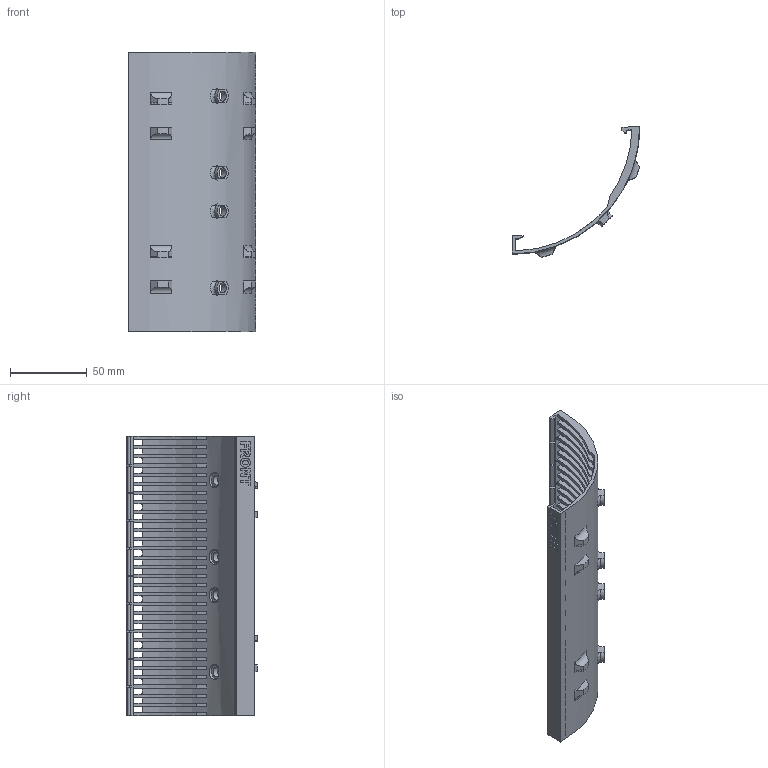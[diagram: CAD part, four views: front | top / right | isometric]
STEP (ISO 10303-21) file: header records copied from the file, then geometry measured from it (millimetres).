
FILE_DESCRIPTION(/* description */ (''),/* implementation_level */ '2;1');
FILE_NAME(/* name */ 'shim_tray_V4.stp',/* time_stamp */ '2024-10-29T21:37:36-03:00',/* author */ ('Carla Fernandez'),/* organization */ (''),/* preprocessor_version */ 'ST-DEVELOPER v20',/* originating_system */ 'Autodesk Inventor 2024',/* authorisation */ '');
FILE_SCHEMA (('AUTOMOTIVE_DESIGN { 1 0 10303 214 3 1 1 }'));
Length unit declared in the file: millimetre
Products named in the file (1): shim_tray_V3
Bounding box: 83 x 84.89 x 182 mm (x, y, z)
Volume: 64144.2 mm3; surface area: 68610.8 mm2
Topology: 1 solids, 1 shells, 975 faces, 3042 edges, 2030 vertices
Faces by surface type: plane 556, cylinder 375, bspline 27, torus 17
Full cylindrical faces by diameter (mm): 6.5 x4
Entity records: 37533 total; most frequent: CARTESIAN_POINT 10332, ORIENTED_EDGE 6084, DIRECTION 5312, EDGE_CURVE 3042, VERTEX_POINT 2028, LINE 1810, VECTOR 1810, AXIS2_PLACEMENT_3D 1751
